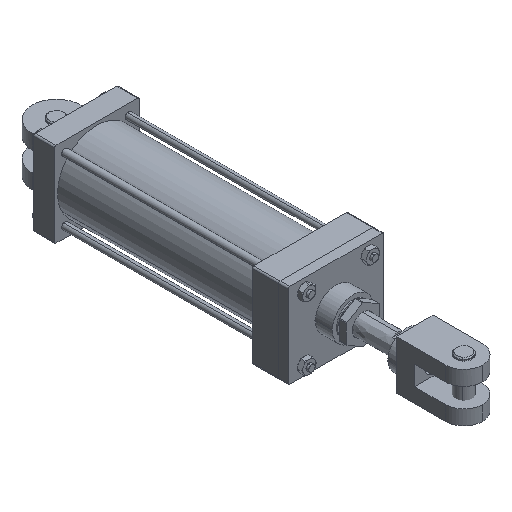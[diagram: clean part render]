
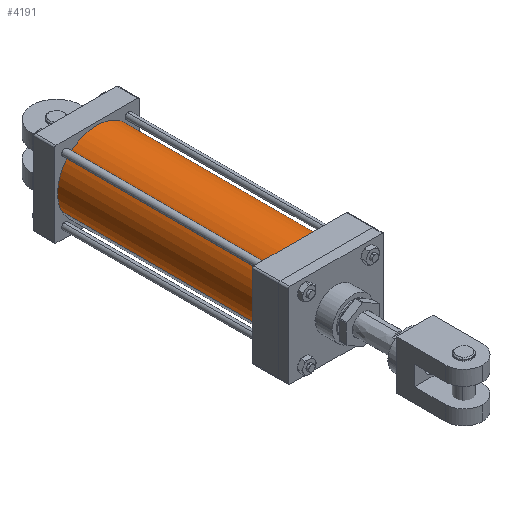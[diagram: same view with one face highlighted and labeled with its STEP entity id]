
A CAD part, isometric view. The second image highlights one B-rep face of the part: STEP entity #4191.
In plain terms, the highlighted free-form (B-spline) face has degree [2, 1] with [5, 2] control points.
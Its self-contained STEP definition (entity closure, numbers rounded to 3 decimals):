
#4092 = VERTEX_POINT('',#4093);
#4093 = CARTESIAN_POINT('',(75.168,35.623,
    160.402));
#4094 = VERTEX_POINT('',#4095);
#4095 = CARTESIAN_POINT('',(-44.944,35.623,
    96.965));
#4103 = EDGE_CURVE('',#4092,#4104,#4106,.T.);
#4104 = VERTEX_POINT('',#4105);
#4105 = CARTESIAN_POINT('',(75.168,-331.595,
    160.402));
#4106 = B_SPLINE_CURVE_WITH_KNOTS('',1,(#4107,#4108),.UNSPECIFIED.,.F.,
  .F.,(2,2),(-0.,412.),.PIECEWISE_BEZIER_KNOTS.);
#4107 = CARTESIAN_POINT('',(75.168,35.623,
    160.402));
#4108 = CARTESIAN_POINT('',(75.168,-331.595,
    160.402));
#4111 = VERTEX_POINT('',#4112);
#4112 = CARTESIAN_POINT('',(-44.944,-331.595,
    96.965));
#4120 = EDGE_CURVE('',#4094,#4111,#4121,.T.);
#4121 = B_SPLINE_CURVE_WITH_KNOTS('',1,(#4122,#4123),.UNSPECIFIED.,.F.,
  .F.,(2,2),(-0.,412.),.PIECEWISE_BEZIER_KNOTS.);
#4122 = CARTESIAN_POINT('',(-44.944,35.623,
    96.965));
#4123 = CARTESIAN_POINT('',(-44.944,-331.595,
    96.965));
#4139 = EDGE_CURVE('',#4094,#4092,#4140,.T.);
#4140 = ( BOUNDED_CURVE() B_SPLINE_CURVE(2,(#4141,#4142,#4143,#4144,
#4145),.UNSPECIFIED.,.F.,.F.) B_SPLINE_CURVE_WITH_KNOTS((3,2,3),(
    3.142,4.712,6.283),
.PIECEWISE_BEZIER_KNOTS.) CURVE() GEOMETRIC_REPRESENTATION_ITEM() 
RATIONAL_B_SPLINE_CURVE((1.,0.707,1.,0.707,1.)) 
REPRESENTATION_ITEM('') );
#4141 = CARTESIAN_POINT('',(-44.944,35.623,
    96.965));
#4142 = CARTESIAN_POINT('',(-76.662,35.623,
    157.021));
#4143 = CARTESIAN_POINT('',(-16.606,35.623,
    188.739));
#4144 = CARTESIAN_POINT('',(43.45,35.623,
    220.458));
#4145 = CARTESIAN_POINT('',(75.168,35.623,
    160.402));
#4167 = EDGE_CURVE('',#4111,#4104,#4168,.T.);
#4168 = ( BOUNDED_CURVE() B_SPLINE_CURVE(2,(#4169,#4170,#4171,#4172,
#4173),.UNSPECIFIED.,.F.,.F.) B_SPLINE_CURVE_WITH_KNOTS((3,2,3),(
    3.142,4.712,6.283),
.PIECEWISE_BEZIER_KNOTS.) CURVE() GEOMETRIC_REPRESENTATION_ITEM() 
RATIONAL_B_SPLINE_CURVE((1.,0.707,1.,0.707,1.)) 
REPRESENTATION_ITEM('') );
#4169 = CARTESIAN_POINT('',(-44.944,-331.595,
    96.965));
#4170 = CARTESIAN_POINT('',(-76.662,-331.595,
    157.021));
#4171 = CARTESIAN_POINT('',(-16.606,-331.595,
    188.739));
#4172 = CARTESIAN_POINT('',(43.45,-331.595,
    220.458));
#4173 = CARTESIAN_POINT('',(75.168,-331.595,
    160.402));
#4191 = ADVANCED_FACE('',(#4192),#4198,.T.);
#4192 = FACE_BOUND('',#4193,.T.);
#4193 = EDGE_LOOP('',(#4194,#4195,#4196,#4197));
#4194 = ORIENTED_EDGE('',*,*,#4103,.F.);
#4195 = ORIENTED_EDGE('',*,*,#4139,.F.);
#4196 = ORIENTED_EDGE('',*,*,#4120,.T.);
#4197 = ORIENTED_EDGE('',*,*,#4167,.T.);
#4198 = ( BOUNDED_SURFACE() B_SPLINE_SURFACE(2,1,(
    (#4199,#4200)
    ,(#4201,#4202)
    ,(#4203,#4204)
    ,(#4205,#4206)
    ,(#4207,#4208
)),.UNSPECIFIED.,.F.,.F.,.F.) B_SPLINE_SURFACE_WITH_KNOTS((3,2,3),(2,2),
  (3.142,4.712,6.283),(0.,412.),
.PIECEWISE_BEZIER_KNOTS.) GEOMETRIC_REPRESENTATION_ITEM() 
RATIONAL_B_SPLINE_SURFACE((
    (1.,1.)
    ,(0.707,0.707)
    ,(1.,1.)
    ,(0.707,0.707)
,(1.,1.))) REPRESENTATION_ITEM('') SURFACE() );
#4199 = CARTESIAN_POINT('',(75.168,35.623,
    160.402));
#4200 = CARTESIAN_POINT('',(75.168,-331.595,
    160.402));
#4201 = CARTESIAN_POINT('',(43.45,35.623,
    220.458));
#4202 = CARTESIAN_POINT('',(43.45,-331.595,
    220.458));
#4203 = CARTESIAN_POINT('',(-16.606,35.623,
    188.739));
#4204 = CARTESIAN_POINT('',(-16.606,-331.595,
    188.739));
#4205 = CARTESIAN_POINT('',(-76.662,35.623,
    157.021));
#4206 = CARTESIAN_POINT('',(-76.662,-331.595,
    157.021));
#4207 = CARTESIAN_POINT('',(-44.944,35.623,
    96.965));
#4208 = CARTESIAN_POINT('',(-44.944,-331.595,
    96.965));
